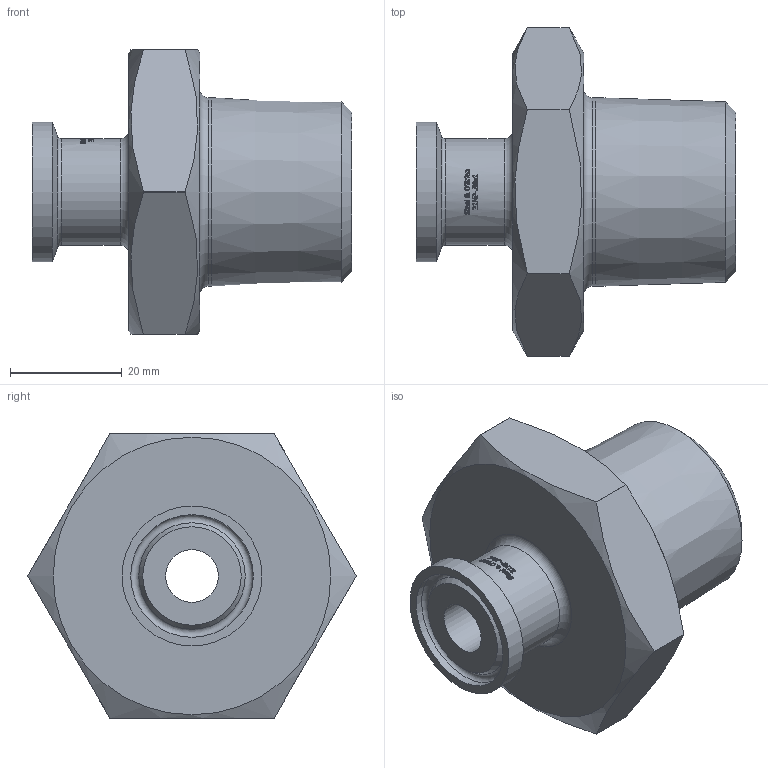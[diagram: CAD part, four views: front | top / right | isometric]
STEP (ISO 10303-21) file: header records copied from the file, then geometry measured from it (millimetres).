
FILE_DESCRIPTION(/* description */ (''),/* implementation_level */ '2;1');
FILE_NAME(/* name */ '21MP-.50X1.stp',/* time_stamp */ '2019-01-31T08:48:57-05:00',/* author */ ('rick'),/* organization */ (''),/* preprocessor_version */ 'ST-DEVELOPER v15.2',/* originating_system */ 'Autodesk Inventor 2014',/* authorisation */ '');
FILE_SCHEMA (('AUTOMOTIVE_DESIGN { 1 0 10303 214 3 1 1 }'));
Length unit declared in the file: inch
Products named in the file (1): AAV00580
Bounding box: 57.15 x 58.65 x 50.8 mm (x, y, z)
Volume: 42632.4 mm3; surface area: 13129.3 mm2
Topology: 1 solids, 1 shells, 388 faces, 1035 edges, 686 vertices
Faces by surface type: plane 165, bspline 165, cylinder 46, cone 7, torus 5
Full cylindrical faces by diameter (mm): 9.398 x1, 19.05 x1, 21.895 x1, 22.098 x1, 24.994 x1, 33.693 x1
Entity records: 15046 total; most frequent: CARTESIAN_POINT 6353, ORIENTED_EDGE 2030, DIRECTION 1337, EDGE_CURVE 1015, VERTEX_POINT 684, LINE 457, VECTOR 457, EDGE_LOOP 445
